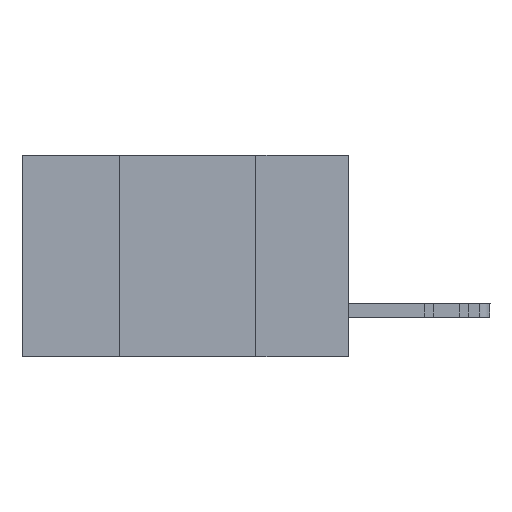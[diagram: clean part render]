
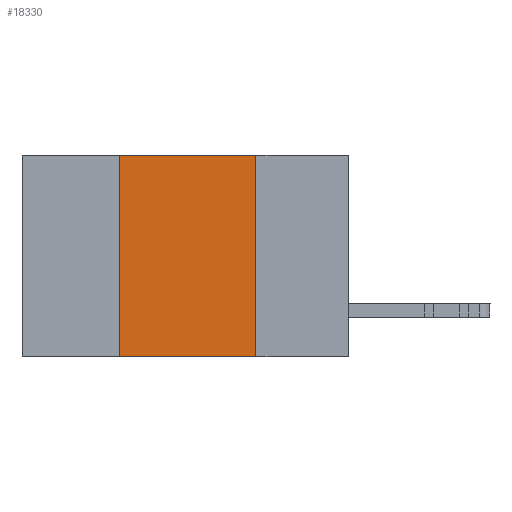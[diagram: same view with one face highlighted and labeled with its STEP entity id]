
A CAD part, left-side view. The second image highlights one B-rep face of the part: STEP entity #18330.
In plain terms, the highlighted planar face has unit normal (-1, 0, 0).
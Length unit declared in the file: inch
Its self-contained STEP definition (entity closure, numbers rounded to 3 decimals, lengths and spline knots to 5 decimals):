
#118 = AXIS2_PLACEMENT_3D ( 'NONE', #333, #7636, #18800 ) ;
#237 = ORIENTED_EDGE ( 'NONE', *, *, #17782, .F. ) ;
#333 = CARTESIAN_POINT ( 'NONE',  ( 0., 0.6, 0. ) ) ;
#1642 = VECTOR ( 'NONE', #10839, 39.37008 ) ;
#2077 = EDGE_LOOP ( 'NONE', ( #22343, #18742, #237, #4135 ) ) ;
#2109 = VECTOR ( 'NONE', #12679, 39.37008 ) ;
#2115 = PLANE ( 'NONE',  #118 ) ;
#2257 = VECTOR ( 'NONE', #14685, 39.37008 ) ;
#3884 = CARTESIAN_POINT ( 'NONE',  ( 0., 0.42, -0.37 ) ) ;
#4135 = ORIENTED_EDGE ( 'NONE', *, *, #9531, .T. ) ;
#4218 = VERTEX_POINT ( 'NONE', #22150 ) ;
#4647 = VECTOR ( 'NONE', #13883, 39.37008 ) ;
#5094 = EDGE_CURVE ( 'NONE', #14048, #4218, #23160, .T. ) ;
#6033 = CARTESIAN_POINT ( 'NONE',  ( 0., 0.17, -0.37 ) ) ;
#6859 = CARTESIAN_POINT ( 'NONE',  ( 0., 0.42, -0.37 ) ) ;
#7508 = VERTEX_POINT ( 'NONE', #6033 ) ;
#7636 = DIRECTION ( 'NONE',  ( 1., 0., 0. ) ) ;
#9354 = CARTESIAN_POINT ( 'NONE',  ( 0., 0.6, -0.37 ) ) ;
#9531 = EDGE_CURVE ( 'NONE', #18774, #7508, #12803, .T. ) ;
#10839 = DIRECTION ( 'NONE',  ( 0., 0., -1. ) ) ;
#11744 = CARTESIAN_POINT ( 'NONE',  ( 0., 0.42, 0. ) ) ;
#12500 = LINE ( 'NONE', #19388, #1642 ) ;
#12679 = DIRECTION ( 'NONE',  ( 0., -1., 0. ) ) ;
#12803 = LINE ( 'NONE', #9354, #2257 ) ;
#13883 = DIRECTION ( 'NONE',  ( 0., 0., 1. ) ) ;
#14048 = VERTEX_POINT ( 'NONE', #11744 ) ;
#14685 = DIRECTION ( 'NONE',  ( 0., -1., 0. ) ) ;
#16673 = FACE_OUTER_BOUND ( 'NONE', #2077, .T. ) ;
#17347 = EDGE_CURVE ( 'NONE', #4218, #7508, #12500, .T. ) ;
#17782 = EDGE_CURVE ( 'NONE', #18774, #14048, #23187, .T. ) ;
#18330 = ADVANCED_FACE ( 'NONE', ( #16673 ), #2115, .F. ) ;
#18742 = ORIENTED_EDGE ( 'NONE', *, *, #5094, .F. ) ;
#18774 = VERTEX_POINT ( 'NONE', #3884 ) ;
#18800 = DIRECTION ( 'NONE',  ( 0., 0., -1. ) ) ;
#19388 = CARTESIAN_POINT ( 'NONE',  ( 0., 0.17, -0.37 ) ) ;
#21358 = CARTESIAN_POINT ( 'NONE',  ( 0., 0.6, 0. ) ) ;
#22150 = CARTESIAN_POINT ( 'NONE',  ( 0., 0.17, 0. ) ) ;
#22343 = ORIENTED_EDGE ( 'NONE', *, *, #17347, .F. ) ;
#23160 = LINE ( 'NONE', #21358, #2109 ) ;
#23187 = LINE ( 'NONE', #6859, #4647 ) ;
